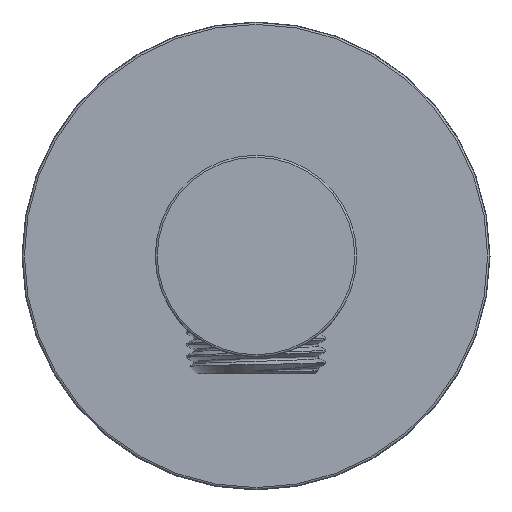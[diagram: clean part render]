
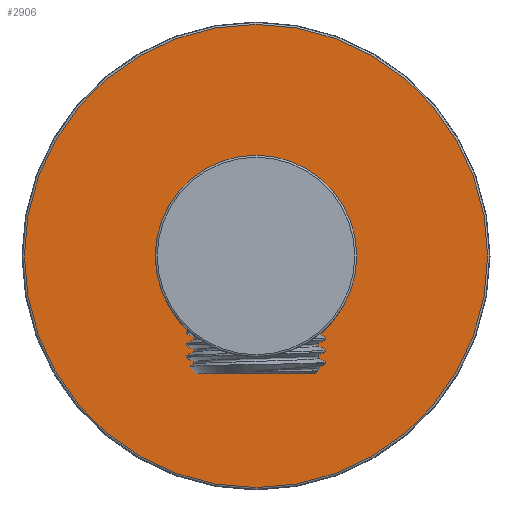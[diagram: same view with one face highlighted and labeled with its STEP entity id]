
A CAD part, left-side view. The second image highlights one B-rep face of the part: STEP entity #2906.
In plain terms, the highlighted face is planar.
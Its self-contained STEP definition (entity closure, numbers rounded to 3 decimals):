
#154=PLANE('',#3223);
#910=ORIENTED_EDGE('',*,*,#1612,.T.);
#911=ORIENTED_EDGE('',*,*,#1611,.T.);
#1611=EDGE_CURVE('',#1973,#1973,#2244,.T.);
#1612=EDGE_CURVE('',#1974,#1974,#2245,.T.);
#1973=VERTEX_POINT('',#4641);
#1974=VERTEX_POINT('',#4644);
#2244=CIRCLE('',#3222,34.485);
#2245=CIRCLE('',#3224,11.2);
#2383=EDGE_LOOP('',(#910));
#2384=EDGE_LOOP('',(#911));
#2637=FACE_BOUND('',#2383,.T.);
#2638=FACE_BOUND('',#2384,.T.);
#2906=ADVANCED_FACE('',(#2637,#2638),#154,.F.);
#3222=AXIS2_PLACEMENT_3D('',#4640,#3666,#3667);
#3223=AXIS2_PLACEMENT_3D('',#4642,#3668,#3669);
#3224=AXIS2_PLACEMENT_3D('',#4643,#3670,#3671);
#3666=DIRECTION('',(0.,-1.,0.));
#3667=DIRECTION('',(-1.,0.,0.));
#3668=DIRECTION('',(0.,1.,0.));
#3669=DIRECTION('',(1.,0.,0.));
#3670=DIRECTION('',(0.,1.,0.));
#3671=DIRECTION('',(0.,0.,1.));
#4640=CARTESIAN_POINT('',(0.,-2.,0.));
#4641=CARTESIAN_POINT('',(-34.485,-2.,0.));
#4642=CARTESIAN_POINT('',(0.,-2.,0.));
#4643=CARTESIAN_POINT('',(0.,-2.,0.));
#4644=CARTESIAN_POINT('',(0.,-2.,11.2));
